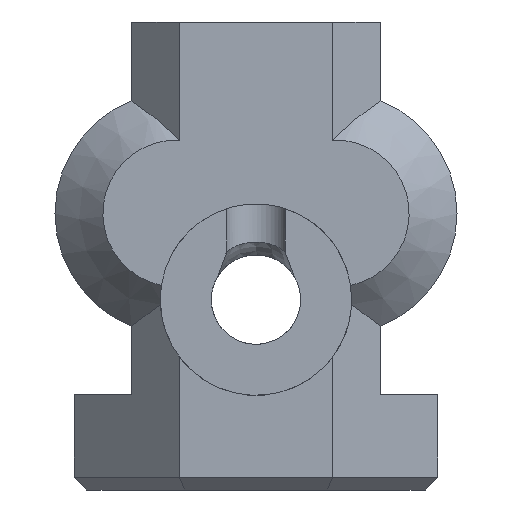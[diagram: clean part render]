
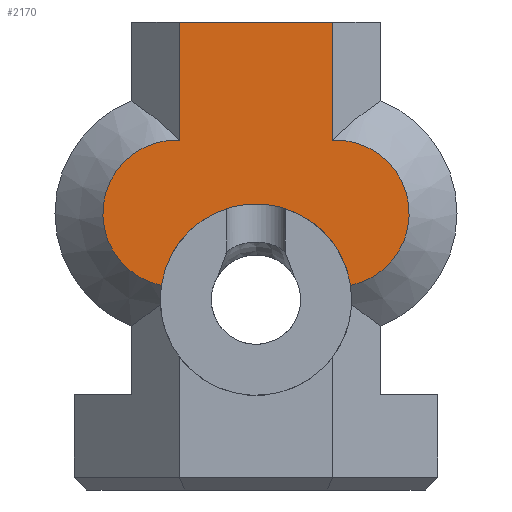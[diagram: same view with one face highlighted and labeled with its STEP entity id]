
A CAD part, front view. The second image highlights one B-rep face of the part: STEP entity #2170.
In plain terms, the highlighted planar face has unit normal (0, -1, 0).
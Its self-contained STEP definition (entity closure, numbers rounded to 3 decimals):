
#152=CIRCLE('',#2377,3.);
#154=CIRCLE('',#2380,2.3);
#155=CIRCLE('',#2382,2.3);
#255=FACE_OUTER_BOUND('',#378,.T.);
#378=EDGE_LOOP('',(#1870,#1871,#1872,#1873,#1874,#1875));
#574=LINE('',#4268,#770);
#575=LINE('',#4270,#771);
#576=LINE('',#4272,#772);
#770=VECTOR('',#2930,10.);
#771=VECTOR('',#2931,10.);
#772=VECTOR('',#2932,10.);
#1007=VERTEX_POINT('',#4245);
#1008=VERTEX_POINT('',#4250);
#1010=VERTEX_POINT('',#4260);
#1011=VERTEX_POINT('',#4267);
#1012=VERTEX_POINT('',#4269);
#1013=VERTEX_POINT('',#4271);
#1307=EDGE_CURVE('',#1008,#1007,#152,.T.);
#1312=EDGE_CURVE('',#1010,#1007,#154,.T.);
#1313=EDGE_CURVE('',#1011,#1010,#574,.T.);
#1314=EDGE_CURVE('',#1011,#1012,#575,.T.);
#1315=EDGE_CURVE('',#1013,#1012,#576,.T.);
#1316=EDGE_CURVE('',#1008,#1013,#155,.T.);
#1870=ORIENTED_EDGE('',*,*,#1307,.T.);
#1871=ORIENTED_EDGE('',*,*,#1312,.F.);
#1872=ORIENTED_EDGE('',*,*,#1313,.F.);
#1873=ORIENTED_EDGE('',*,*,#1314,.T.);
#1874=ORIENTED_EDGE('',*,*,#1315,.F.);
#1875=ORIENTED_EDGE('',*,*,#1316,.F.);
#2060=PLANE('',#2381);
#2170=ADVANCED_FACE('',(#255),#2060,.F.);
#2377=AXIS2_PLACEMENT_3D('',#4251,#2919,#2920);
#2380=AXIS2_PLACEMENT_3D('',#4265,#2926,#2927);
#2381=AXIS2_PLACEMENT_3D('',#4266,#2928,#2929);
#2382=AXIS2_PLACEMENT_3D('',#4273,#2933,#2934);
#2919=DIRECTION('center_axis',(0.,1.,0.));
#2920=DIRECTION('ref_axis',(1.,0.,0.));
#2926=DIRECTION('center_axis',(0.,1.,0.));
#2927=DIRECTION('ref_axis',(1.,0.,0.));
#2928=DIRECTION('center_axis',(0.,1.,0.));
#2929=DIRECTION('ref_axis',(0.,0.,1.));
#2930=DIRECTION('',(0.,0.,-1.));
#2931=DIRECTION('',(-1.,0.,0.));
#2932=DIRECTION('',(0.,0.,1.));
#2933=DIRECTION('center_axis',(0.,1.,0.));
#2934=DIRECTION('ref_axis',(-1.,0.,0.));
#4245=CARTESIAN_POINT('',(10.466,65.25,7.748));
#4250=CARTESIAN_POINT('',(4.534,65.25,7.748));
#4251=CARTESIAN_POINT('Origin',(7.5,65.25,7.3));
#4260=CARTESIAN_POINT('',(9.9,65.25,12.298));
#4265=CARTESIAN_POINT('Origin',(10.,65.25,10.));
#4266=CARTESIAN_POINT('Origin',(7.5,65.25,9.667));
#4267=CARTESIAN_POINT('',(9.9,65.25,16.));
#4268=CARTESIAN_POINT('',(9.9,65.25,11.667));
#4269=CARTESIAN_POINT('',(5.1,65.25,16.));
#4270=CARTESIAN_POINT('',(9.55,65.25,16.));
#4271=CARTESIAN_POINT('',(5.1,65.25,12.298));
#4272=CARTESIAN_POINT('',(5.1,65.25,12.833));
#4273=CARTESIAN_POINT('Origin',(5.,65.25,10.));
